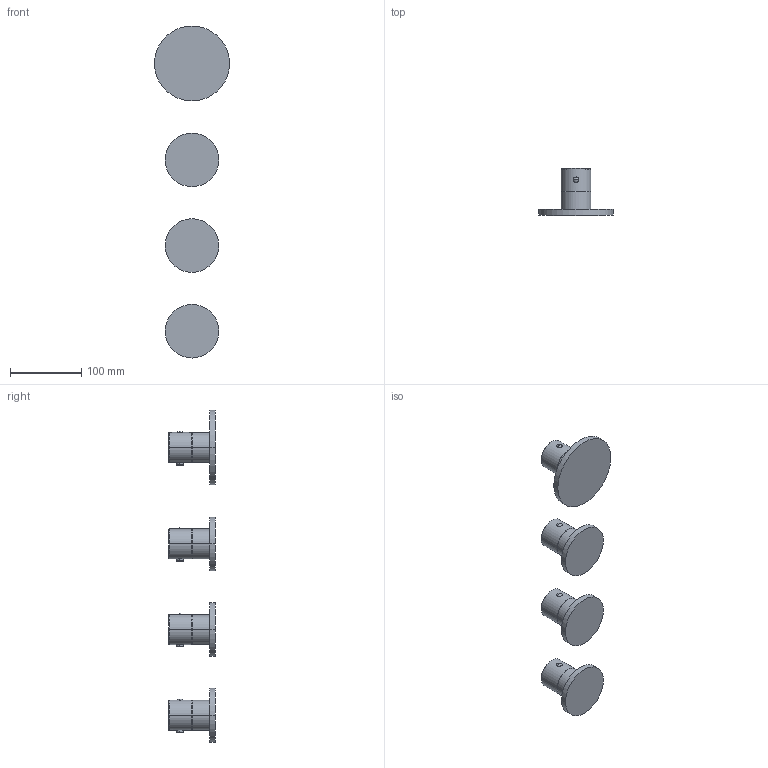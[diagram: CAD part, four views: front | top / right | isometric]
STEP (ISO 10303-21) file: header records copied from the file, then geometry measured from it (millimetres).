
FILE_DESCRIPTION((''),'2;1');
FILE_NAME('MDE019CR','2021-04-12T13:35:19',('ut3'),('PAFFONI SpA'),'CREO PARAMETRIC BY PTC INC, 2020044','CREO PARAMETRIC BY PTC INC, 2020044','');
FILE_SCHEMA(('CONFIG_CONTROL_DESIGN','SHAPE_APPEARANCE_LAYERS_GROUPS'));
Length unit declared in the file: millimetre
Products named in the file (1): MDE019CR
Bounding box: 105 x 65.37 x 465 mm (x, y, z)
Volume: 491723.4 mm3; surface area: 82997.8 mm2
Topology: 4 solids, 4 shells, 104 faces, 224 edges, 128 vertices
Faces by surface type: cylinder 40, plane 24, torus 16, cone 16, sphere 8
Entity records: 4287 total; most frequent: CARTESIAN_POINT 1268, DIRECTION 520, ORIENTED_EDGE 416, AXIS2_PLACEMENT_3D 232, EDGE_CURVE 208, VERTEX_POINT 128, CIRCLE 128, EDGE_LOOP 120
